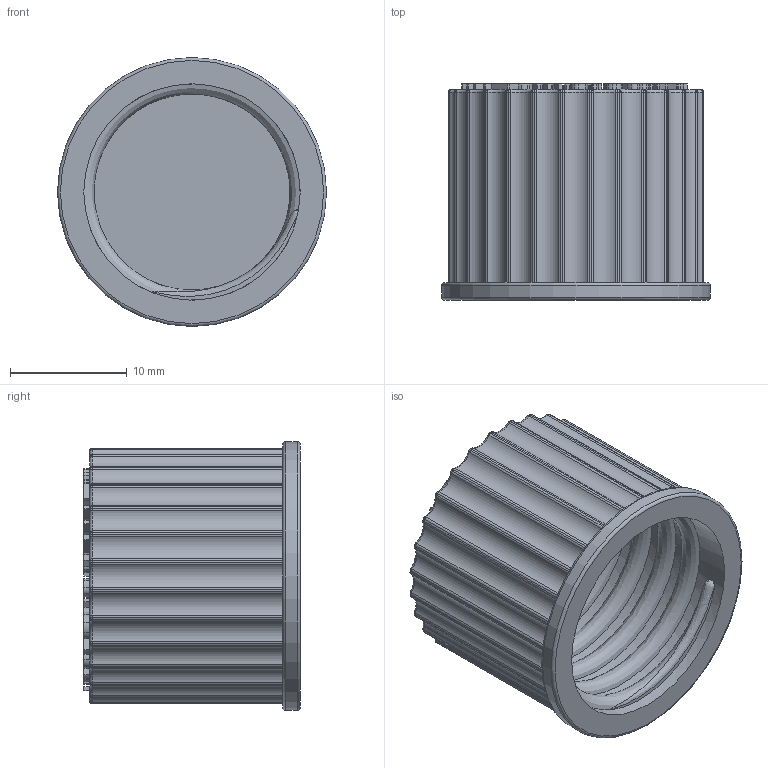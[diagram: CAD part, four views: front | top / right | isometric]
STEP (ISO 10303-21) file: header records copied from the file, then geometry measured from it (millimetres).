
FILE_DESCRIPTION(/* description */ (''),/* implementation_level */ '2;1');
FILE_NAME(/* name */ 'Kappe_Fermenterdeckel.step',/* time_stamp */ '2019-09-19T16:48:20+02:00',/* author */ (''),/* organization */ (''),/* preprocessor_version */ 'ST-DEVELOPER v18',/* originating_system */ 'Autodesk Translation Framework v8.6.0.1094',/* authorisation */ '');
FILE_SCHEMA (('AUTOMOTIVE_DESIGN { 1 0 10303 214 3 1 1 }'));
Length unit declared in the file: millimetre
Products named in the file (1): Deckel_Glas_version1
Bounding box: 23 x 18.5 x 23 mm (x, y, z)
Volume: 2637.2 mm3; surface area: 3436.1 mm2
Topology: 1 solids, 1 shells, 682 faces, 1764 edges, 1122 vertices
Faces by surface type: bspline 271, plane 178, cylinder 119, torus 58, sphere 56
Full cylindrical faces by diameter (mm): 18.5 x5, 23 x1
Entity records: 22536 total; most frequent: CARTESIAN_POINT 8282, ORIENTED_EDGE 3528, DIRECTION 2432, EDGE_CURVE 1764, VERTEX_POINT 1122, AXIS2_PLACEMENT_3D 818, LINE 796, VECTOR 796
